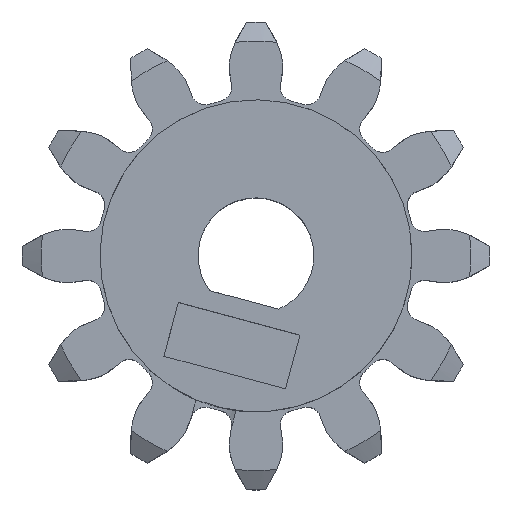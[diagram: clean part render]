
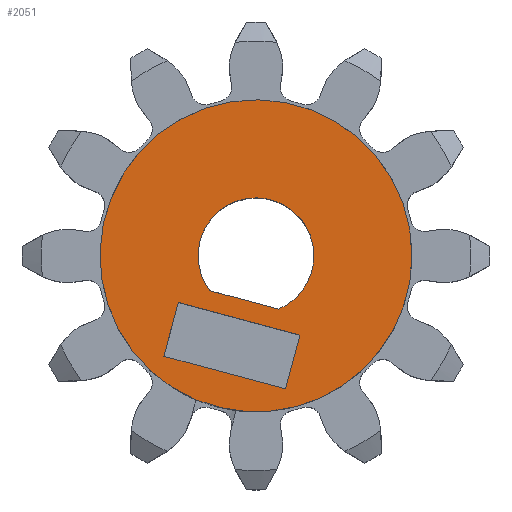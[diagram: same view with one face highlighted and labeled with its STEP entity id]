
A CAD part, top view. The second image highlights one B-rep face of the part: STEP entity #2051.
In plain terms, the highlighted planar face has unit normal (0, 0, 1).
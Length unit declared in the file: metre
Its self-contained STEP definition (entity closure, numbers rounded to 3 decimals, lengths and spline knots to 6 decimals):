
#336=CIRCLE('',#2268,0.0026);
#338=CIRCLE('',#2272,0.007);
#940=ORIENTED_EDGE('',*,*,#1290,.F.);
#941=ORIENTED_EDGE('',*,*,#1291,.T.);
#942=ORIENTED_EDGE('',*,*,#1292,.T.);
#943=ORIENTED_EDGE('',*,*,#1293,.T.);
#944=ORIENTED_EDGE('',*,*,#1286,.F.);
#945=ORIENTED_EDGE('',*,*,#986,.F.);
#946=ORIENTED_EDGE('',*,*,#1288,.T.);
#986=EDGE_CURVE('',#1307,#1305,#1521,.T.);
#1286=EDGE_CURVE('',#1305,#1307,#336,.T.);
#1288=EDGE_CURVE('',#1508,#1508,#338,.T.);
#1290=EDGE_CURVE('',#1509,#1510,#1599,.T.);
#1291=EDGE_CURVE('',#1509,#1511,#1600,.T.);
#1292=EDGE_CURVE('',#1511,#1512,#1601,.T.);
#1293=EDGE_CURVE('',#1512,#1510,#1602,.T.);
#1305=VERTEX_POINT('',#2803);
#1307=VERTEX_POINT('',#2807);
#1508=VERTEX_POINT('',#6049);
#1509=VERTEX_POINT('',#6063);
#1510=VERTEX_POINT('',#6064);
#1511=VERTEX_POINT('',#6066);
#1512=VERTEX_POINT('',#6068);
#1521=LINE('',#2808,#1613);
#1599=LINE('',#6062,#1691);
#1600=LINE('',#6065,#1692);
#1601=LINE('',#6067,#1693);
#1602=LINE('',#6069,#1694);
#1613=VECTOR('',#2291,1.);
#1691=VECTOR('',#2769,1.);
#1692=VECTOR('',#2770,1.);
#1693=VECTOR('',#2771,1.);
#1694=VECTOR('',#2772,1.);
#1807=EDGE_LOOP('',(#940,#941,#942,#943));
#1808=EDGE_LOOP('',(#944,#945));
#1809=EDGE_LOOP('',(#946));
#1925=FACE_BOUND('',#1807,.T.);
#1926=FACE_BOUND('',#1808,.T.);
#1927=FACE_BOUND('',#1809,.T.);
#1943=PLANE('',#2273);
#2051=ADVANCED_FACE('',(#1925,#1926,#1927),#1943,.T.);
#2268=AXIS2_PLACEMENT_3D('',#6044,#2757,#2758);
#2272=AXIS2_PLACEMENT_3D('',#6048,#2765,#2766);
#2273=AXIS2_PLACEMENT_3D('',#6061,#2767,#2768);
#2291=DIRECTION('',(0.966,-0.259,0.));
#2757=DIRECTION('',(0.,0.,1.));
#2758=DIRECTION('',(1.,0.,0.));
#2765=DIRECTION('',(0.,0.,1.));
#2766=DIRECTION('',(1.,0.,0.));
#2767=DIRECTION('',(0.,0.,1.));
#2768=DIRECTION('',(1.,0.,0.));
#2769=DIRECTION('',(-0.966,0.259,0.));
#2770=DIRECTION('',(-0.259,-0.966,0.));
#2771=DIRECTION('',(-0.966,0.259,0.));
#2772=DIRECTION('',(0.259,0.966,0.));
#2803=CARTESIAN_POINT('',(0.001014,-0.002394,0.008));
#2807=CARTESIAN_POINT('',(-0.002075,-0.001566,0.008));
#2808=CARTESIAN_POINT('',(-0.000531,-0.00198,0.008));
#6044=CARTESIAN_POINT('',(0.,0.,0.008));
#6048=CARTESIAN_POINT('',(0.,0.,0.008));
#6049=CARTESIAN_POINT('',(0.007,0.,0.008));
#6061=CARTESIAN_POINT('',(0.,0.,0.008));
#6062=CARTESIAN_POINT('',(-0.000757,-0.002825,0.008));
#6063=CARTESIAN_POINT('',(0.001972,-0.003556,0.008));
#6064=CARTESIAN_POINT('',(-0.003486,-0.002094,0.008));
#6065=CARTESIAN_POINT('',(0.002729,-0.000731,0.008));
#6066=CARTESIAN_POINT('',(0.001325,-0.005971,0.008));
#6067=CARTESIAN_POINT('',(-0.001404,-0.00524,0.008));
#6068=CARTESIAN_POINT('',(-0.004133,-0.004509,0.008));
#6069=CARTESIAN_POINT('',(-0.002729,0.000731,0.008));
